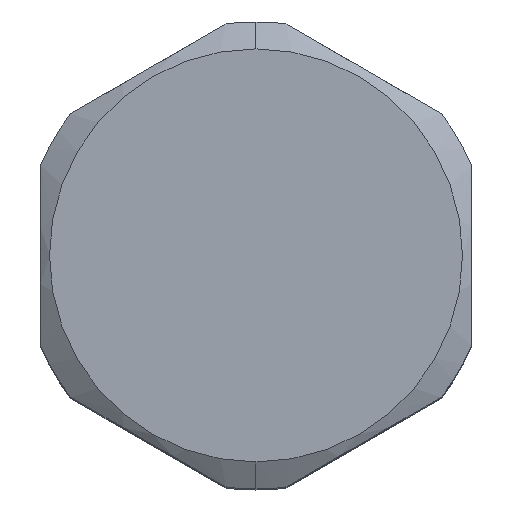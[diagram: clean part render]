
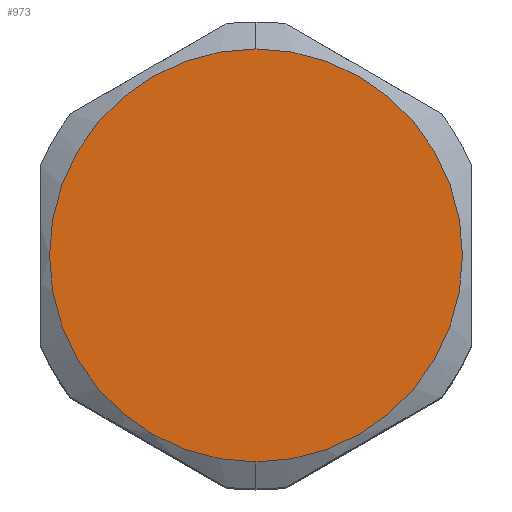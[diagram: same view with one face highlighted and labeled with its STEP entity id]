
A CAD part, top view. The second image highlights one B-rep face of the part: STEP entity #973.
In plain terms, the highlighted planar face has unit normal (0, 0, 1).
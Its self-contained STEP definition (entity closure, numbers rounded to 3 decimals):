
#32 = AXIS2_PLACEMENT_3D ( 'NONE', #1235, #779, #321 ) ;
#65 = DIRECTION ( 'NONE',  ( 1., 0., 0. ) ) ;
#75 = CARTESIAN_POINT ( 'NONE',  ( 0., 0., 56. ) ) ;
#153 = DIRECTION ( 'NONE',  ( 0., 0., 1. ) ) ;
#223 = ORIENTED_EDGE ( 'NONE', *, *, #895, .T. ) ;
#252 = CIRCLE ( 'NONE', #1168, 11.5 ) ;
#321 = DIRECTION ( 'NONE',  ( 0., -1., 0. ) ) ;
#382 = ORIENTED_EDGE ( 'NONE', *, *, #1124, .T. ) ;
#551 = CARTESIAN_POINT ( 'NONE',  ( 0., -11.5, 56. ) ) ;
#592 = CIRCLE ( 'NONE', #32, 11.5 ) ;
#603 = DIRECTION ( 'NONE',  ( 0., 0., 1. ) ) ;
#670 = FACE_OUTER_BOUND ( 'NONE', #1189, .T. ) ;
#718 = DIRECTION ( 'NONE',  ( 0., -1., 0. ) ) ;
#779 = DIRECTION ( 'NONE',  ( 0., 0., 1. ) ) ;
#895 = EDGE_CURVE ( 'NONE', #1285, #936, #592, .T. ) ;
#936 = VERTEX_POINT ( 'NONE', #1329 ) ;
#946 = PLANE ( 'NONE',  #1315 ) ;
#973 = ADVANCED_FACE ( 'NONE', ( #670 ), #946, .T. ) ;
#1124 = EDGE_CURVE ( 'NONE', #936, #1285, #252, .T. ) ;
#1155 = CARTESIAN_POINT ( 'NONE',  ( 0., 0., 56. ) ) ;
#1168 = AXIS2_PLACEMENT_3D ( 'NONE', #1155, #603, #718 ) ;
#1189 = EDGE_LOOP ( 'NONE', ( #223, #382 ) ) ;
#1235 = CARTESIAN_POINT ( 'NONE',  ( 0., 0., 56. ) ) ;
#1285 = VERTEX_POINT ( 'NONE', #551 ) ;
#1315 = AXIS2_PLACEMENT_3D ( 'NONE', #75, #153, #65 ) ;
#1329 = CARTESIAN_POINT ( 'NONE',  ( 0., 11.5, 56. ) ) ;
